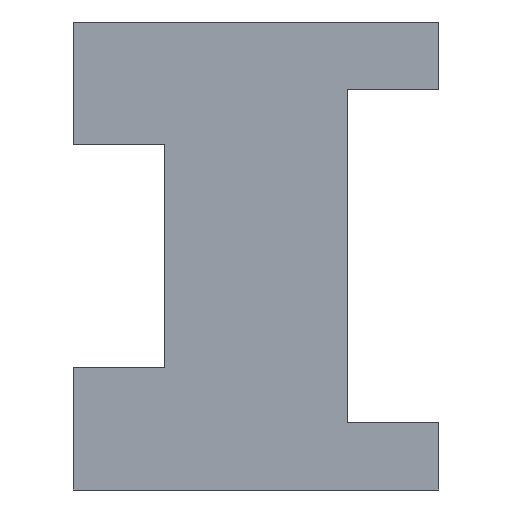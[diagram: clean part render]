
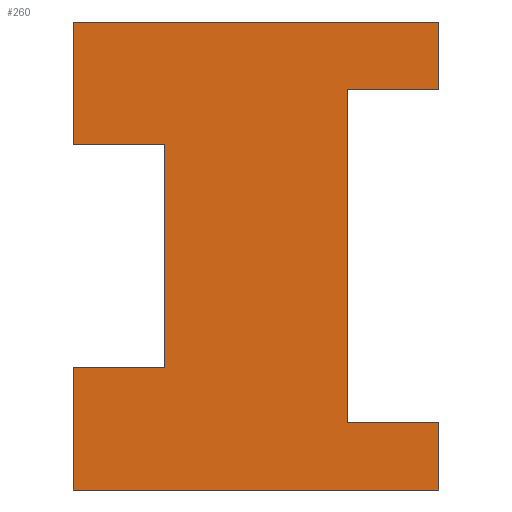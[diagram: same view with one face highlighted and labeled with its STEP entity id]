
A CAD part, left-side view. The second image highlights one B-rep face of the part: STEP entity #260.
In plain terms, the highlighted planar face has unit normal (-1, 0, 0).
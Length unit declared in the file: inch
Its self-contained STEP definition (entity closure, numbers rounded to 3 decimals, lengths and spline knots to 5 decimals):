
#26 = CARTESIAN_POINT ( 'NONE',  ( 0., 0.5, -0.64 ) ) ;
#32 = DIRECTION ( 'NONE',  ( 0., -1., 0. ) ) ;
#33 = CARTESIAN_POINT ( 'NONE',  ( 0., 0., -0.548 ) ) ;
#34 = LINE ( 'NONE', #331, #254 ) ;
#39 = ORIENTED_EDGE ( 'NONE', *, *, #849, .F. ) ;
#47 = EDGE_CURVE ( 'NONE', #406, #627, #105, .T. ) ;
#48 = DIRECTION ( 'NONE',  ( 0., -1., 0. ) ) ;
#55 = EDGE_CURVE ( 'NONE', #602, #78, #462, .T. ) ;
#62 = CARTESIAN_POINT ( 'NONE',  ( 0., 0., 0. ) ) ;
#73 = CARTESIAN_POINT ( 'NONE',  ( 0., 0.5, -0.1675 ) ) ;
#78 = VERTEX_POINT ( 'NONE', #33 ) ;
#86 = VECTOR ( 'NONE', #32, 39.37008 ) ;
#90 = VERTEX_POINT ( 'NONE', #763 ) ;
#91 = LINE ( 'NONE', #751, #86 ) ;
#105 = LINE ( 'NONE', #696, #939 ) ;
#124 = CARTESIAN_POINT ( 'NONE',  ( 0., 0.5, -0.1675 ) ) ;
#127 = DIRECTION ( 'NONE',  ( 0., -1., 0. ) ) ;
#131 = VECTOR ( 'NONE', #838, 39.37008 ) ;
#140 = DIRECTION ( 'NONE',  ( 0., 1., 0. ) ) ;
#147 = ORIENTED_EDGE ( 'NONE', *, *, #596, .F. ) ;
#155 = ORIENTED_EDGE ( 'NONE', *, *, #597, .T. ) ;
#164 = ORIENTED_EDGE ( 'NONE', *, *, #837, .T. ) ;
#179 = DIRECTION ( 'NONE',  ( 0., 0., 1. ) ) ;
#186 = CARTESIAN_POINT ( 'NONE',  ( 0., 0.5, 0. ) ) ;
#193 = ORIENTED_EDGE ( 'NONE', *, *, #251, .T. ) ;
#196 = ORIENTED_EDGE ( 'NONE', *, *, #525, .F. ) ;
#232 = CARTESIAN_POINT ( 'NONE',  ( 0., 0., 0. ) ) ;
#246 = LINE ( 'NONE', #319, #825 ) ;
#251 = EDGE_CURVE ( 'NONE', #78, #931, #255, .T. ) ;
#254 = VECTOR ( 'NONE', #179, 39.37008 ) ;
#255 = LINE ( 'NONE', #347, #359 ) ;
#260 = ADVANCED_FACE ( 'NONE', ( #556 ), #851, .F. ) ;
#264 = LINE ( 'NONE', #631, #773 ) ;
#283 = VERTEX_POINT ( 'NONE', #890 ) ;
#285 = VERTEX_POINT ( 'NONE', #367 ) ;
#288 = ORIENTED_EDGE ( 'NONE', *, *, #47, .T. ) ;
#301 = VECTOR ( 'NONE', #503, 39.37008 ) ;
#312 = DIRECTION ( 'NONE',  ( 0., 0., 1. ) ) ;
#319 = CARTESIAN_POINT ( 'NONE',  ( 0., 0.5, -0.64 ) ) ;
#331 = CARTESIAN_POINT ( 'NONE',  ( 0., 0.5, 0. ) ) ;
#345 = VECTOR ( 'NONE', #140, 39.37008 ) ;
#347 = CARTESIAN_POINT ( 'NONE',  ( 0., 0.5, -0.548 ) ) ;
#351 = EDGE_CURVE ( 'NONE', #285, #453, #661, .T. ) ;
#359 = VECTOR ( 'NONE', #847, 39.37008 ) ;
#367 = CARTESIAN_POINT ( 'NONE',  ( 0., 0.375, -0.4725 ) ) ;
#398 = EDGE_CURVE ( 'NONE', #555, #627, #91, .T. ) ;
#406 = VERTEX_POINT ( 'NONE', #894 ) ;
#410 = VECTOR ( 'NONE', #709, 39.37008 ) ;
#428 = CARTESIAN_POINT ( 'NONE',  ( 0., 0., -0.64 ) ) ;
#432 = ORIENTED_EDGE ( 'NONE', *, *, #398, .F. ) ;
#453 = VERTEX_POINT ( 'NONE', #601 ) ;
#462 = LINE ( 'NONE', #232, #591 ) ;
#483 = DIRECTION ( 'NONE',  ( 1., 0., 0. ) ) ;
#497 = AXIS2_PLACEMENT_3D ( 'NONE', #186, #483, #708 ) ;
#499 = CARTESIAN_POINT ( 'NONE',  ( 0., 0.375, 0. ) ) ;
#503 = DIRECTION ( 'NONE',  ( 0., 0., 1. ) ) ;
#520 = ORIENTED_EDGE ( 'NONE', *, *, #827, .F. ) ;
#525 = EDGE_CURVE ( 'NONE', #285, #283, #723, .T. ) ;
#544 = LINE ( 'NONE', #549, #131 ) ;
#549 = CARTESIAN_POINT ( 'NONE',  ( 0., 0.5, 0. ) ) ;
#555 = VERTEX_POINT ( 'NONE', #714 ) ;
#556 = FACE_OUTER_BOUND ( 'NONE', #665, .T. ) ;
#558 = ORIENTED_EDGE ( 'NONE', *, *, #351, .T. ) ;
#564 = EDGE_CURVE ( 'NONE', #90, #406, #264, .T. ) ;
#591 = VECTOR ( 'NONE', #312, 39.37008 ) ;
#596 = EDGE_CURVE ( 'NONE', #90, #931, #779, .T. ) ;
#597 = EDGE_CURVE ( 'NONE', #813, #283, #937, .T. ) ;
#601 = CARTESIAN_POINT ( 'NONE',  ( 0., 0.5, -0.4725 ) ) ;
#602 = VERTEX_POINT ( 'NONE', #428 ) ;
#627 = VERTEX_POINT ( 'NONE', #62 ) ;
#631 = CARTESIAN_POINT ( 'NONE',  ( 0., 0.5, -0.092 ) ) ;
#661 = LINE ( 'NONE', #798, #345 ) ;
#665 = EDGE_LOOP ( 'NONE', ( #147, #935, #288, #432, #520, #155, #196, #558, #39, #164, #707, #193 ) ) ;
#691 = DIRECTION ( 'NONE',  ( 0., 0., 1. ) ) ;
#696 = CARTESIAN_POINT ( 'NONE',  ( 0., 0., 0. ) ) ;
#707 = ORIENTED_EDGE ( 'NONE', *, *, #55, .T. ) ;
#708 = DIRECTION ( 'NONE',  ( 0., 0., -1. ) ) ;
#709 = DIRECTION ( 'NONE',  ( 0., -1., 0. ) ) ;
#714 = CARTESIAN_POINT ( 'NONE',  ( 0., 0.5, 0. ) ) ;
#723 = LINE ( 'NONE', #499, #301 ) ;
#751 = CARTESIAN_POINT ( 'NONE',  ( 0., 0.5, 0. ) ) ;
#763 = CARTESIAN_POINT ( 'NONE',  ( 0., 0.125, -0.092 ) ) ;
#773 = VECTOR ( 'NONE', #127, 39.37008 ) ;
#779 = LINE ( 'NONE', #796, #917 ) ;
#796 = CARTESIAN_POINT ( 'NONE',  ( 0., 0.125, 0. ) ) ;
#798 = CARTESIAN_POINT ( 'NONE',  ( 0., 0.5, -0.4725 ) ) ;
#813 = VERTEX_POINT ( 'NONE', #73 ) ;
#825 = VECTOR ( 'NONE', #48, 39.37008 ) ;
#827 = EDGE_CURVE ( 'NONE', #813, #555, #34, .T. ) ;
#834 = CARTESIAN_POINT ( 'NONE',  ( 0., 0.125, -0.548 ) ) ;
#837 = EDGE_CURVE ( 'NONE', #922, #602, #246, .T. ) ;
#838 = DIRECTION ( 'NONE',  ( 0., 0., 1. ) ) ;
#847 = DIRECTION ( 'NONE',  ( 0., 1., 0. ) ) ;
#849 = EDGE_CURVE ( 'NONE', #922, #453, #544, .T. ) ;
#851 = PLANE ( 'NONE',  #497 ) ;
#890 = CARTESIAN_POINT ( 'NONE',  ( 0., 0.375, -0.1675 ) ) ;
#894 = CARTESIAN_POINT ( 'NONE',  ( 0., 0., -0.092 ) ) ;
#917 = VECTOR ( 'NONE', #934, 39.37008 ) ;
#922 = VERTEX_POINT ( 'NONE', #26 ) ;
#931 = VERTEX_POINT ( 'NONE', #834 ) ;
#934 = DIRECTION ( 'NONE',  ( 0., 0., -1. ) ) ;
#935 = ORIENTED_EDGE ( 'NONE', *, *, #564, .T. ) ;
#937 = LINE ( 'NONE', #124, #410 ) ;
#939 = VECTOR ( 'NONE', #691, 39.37008 ) ;
